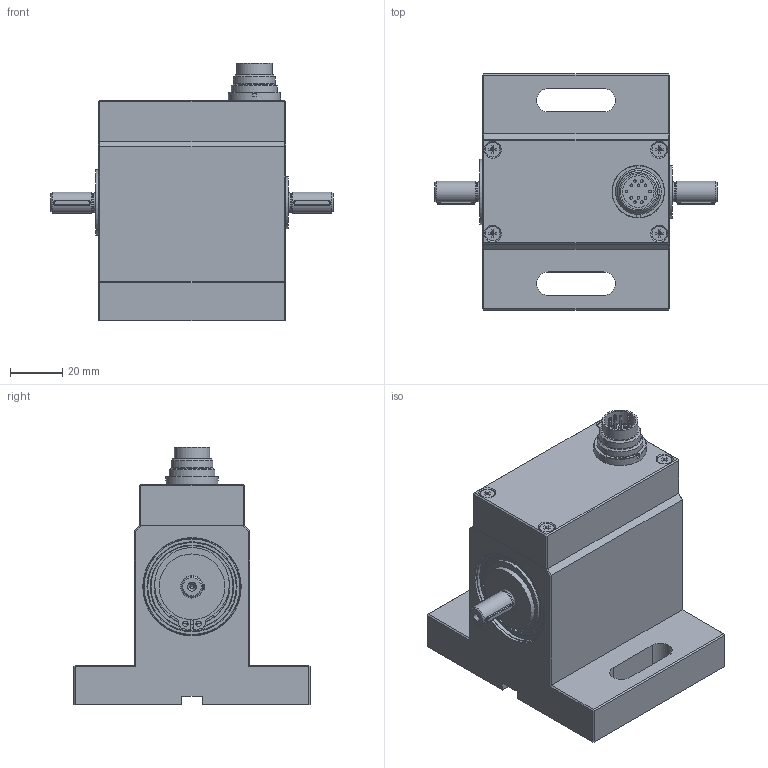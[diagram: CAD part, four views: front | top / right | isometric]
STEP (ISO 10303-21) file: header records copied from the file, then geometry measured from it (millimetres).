
FILE_DESCRIPTION( ( 'Unknown' ), '1' );
FILE_NAME( '2215-z03_doc-00053352.stp', 'Unknown', ( 'Unknown' ), ( 'Unknown' ), 'PSStep 17.0.49', 'Unknown', ' ' );
FILE_SCHEMA( ( 'AUTOMOTIVE_DESIGN { 1 0 10303 214 1 1 1 1 }' ) );
Length unit declared in the file: millimetre
Products named in the file (28): 2212-b01_doc-00048945-oa3; 2212-001_doc-00028048; Sicherungsring DIN 472-32x1,2-T1-oa1; INA-20x32x7-61804 2Z-oa2; 2155-b05_doc-00037926; 2155-003_doc-00028061; Senkschraube DIN 965-M3x20-H; Senkschraube DIN 965-M3x20-H-oa4; Senkschraube DIN 965-M3x20-H-oa5; Senkschraube DIN 965-M3x20-H-oa6; 2215-B03_DOC-00053355; Sicherungsring DIN 471-25x1,2-T1; INA-25x37x7-61805 2Z; Sicherungsring DIN 471-20x1,2-T1; 2215-003_doc-00053364; Paßfeder A2x2x14 DIN 6885; Paßfeder A2x2x14 DIN 6885-oa0; Assem1; flanschstecker 12-polig serie 723; mutter_09-0323-89-06_DOC-00067592
Assembly tree (27 placements, depth 3):
  Assem1
    flanschstecker 12-polig serie 723
    mutter_09-0323-89-06_DOC-00067592
    2215-B03_DOC-00053355
      Sicherungsring DIN 471-25x1,2-T1
      INA-25x37x7-61805 2Z
      INA-25x37x7-61805 2Z
      INA-25x37x7-61805 2Z
      INA-25x37x7-61805 2Z
      INA-25x37x7-61805 2Z
      Sicherungsring DIN 471-20x1,2-T1
      2215-003_doc-00053364
      Paßfeder A2x2x14 DIN 6885
      Paßfeder A2x2x14 DIN 6885-oa0
    2212-b01_doc-00048945-oa3
      2212-001_doc-00028048
      Sicherungsring DIN 472-32x1,2-T1-oa1
      INA-20x32x7-61804 2Z-oa2
      INA-20x32x7-61804 2Z-oa2
      INA-20x32x7-61804 2Z-oa2
      INA-20x32x7-61804 2Z-oa2
      INA-20x32x7-61804 2Z-oa2
    2155-b05_doc-00037926
      2155-003_doc-00028061
      Senkschraube DIN 965-M3x20-H
      Senkschraube DIN 965-M3x20-H-oa4
      Senkschraube DIN 965-M3x20-H-oa5
      Senkschraube DIN 965-M3x20-H-oa6
Bounding box: 107.5 x 90 x 98.2 mm (x, y, z)
Volume: 260510.7 mm3; surface area: 73380.3 mm2
Topology: 24 solids, 26 shells, 485 faces, 1041 edges, 671 vertices
Faces by surface type: plane 252, cylinder 167, cone 36, torus 30
Full cylindrical faces by diameter (mm): 1 x24, 1.6 x2, 2 x4, 2.387 x4, 3 x4, 3.242 x2, 3.4 x4, 5.6 x4, 7.4 x2, 8 x2, 12 x1, 13.5 x1, 15 x1, 15.875 x1, 17.188 x1, 17.462 x1, 17.8 x1, 19 x1, 20 x5, 23.9 x3, 24.1 x2, 24.2 x2, 25 x3, 28.5 x2, 28.7 x2, 28.8 x2, 28.9 x2, 29.28 x2, 29.48 x2, 29.5 x2
Entity records: 16390 total; most frequent: DIRECTION 2238, CARTESIAN_POINT 2052, ORIENTED_EDGE 1652, AXIS2_PLACEMENT_3D 904, EDGE_CURVE 826, EDGE_LOOP 752, VERTEX_POINT 630, FACE_OUTER_BOUND 607
